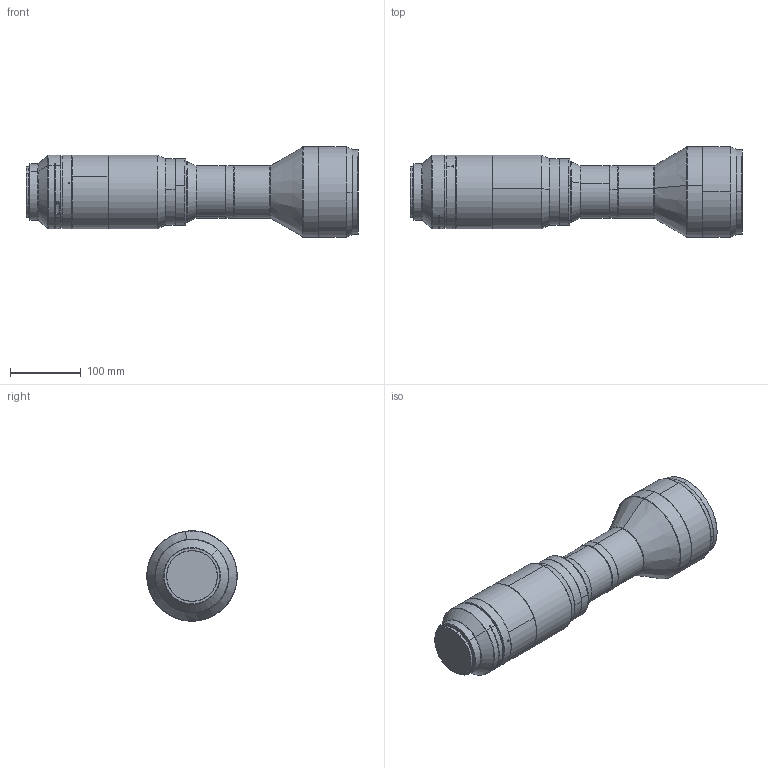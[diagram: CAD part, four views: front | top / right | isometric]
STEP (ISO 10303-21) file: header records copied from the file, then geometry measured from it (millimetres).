
FILE_DESCRIPTION (( 'STEP AP203' ), '1' );
FILE_NAME ('DTCA16K-88-M72-AL.STEP', '2022-07-15T01:13:27', ( '' ), ( '' ), 'SwSTEP 2.0', 'SolidWorks 2017', '' );
FILE_SCHEMA (( 'CONFIG_CONTROL_DESIGN' ));
Length unit declared in the file: millimetre
Products named in the file (1): DTCA16K-88-M72-AL
Bounding box: 469.35 x 128 x 128 mm (x, y, z)
Volume: 3655670.5 mm3; surface area: 169866.8 mm2
Topology: 1 solids, 2 shells, 152 faces, 351 edges, 213 vertices
Faces by surface type: cylinder 55, cone 54, bspline 22, plane 21
Entity records: 4894 total; most frequent: CARTESIAN_POINT 1428, DIRECTION 751, ORIENTED_EDGE 698, EDGE_CURVE 349, AXIS2_PLACEMENT_3D 314, VERTEX_POINT 213, CIRCLE 183, EDGE_LOOP 164
